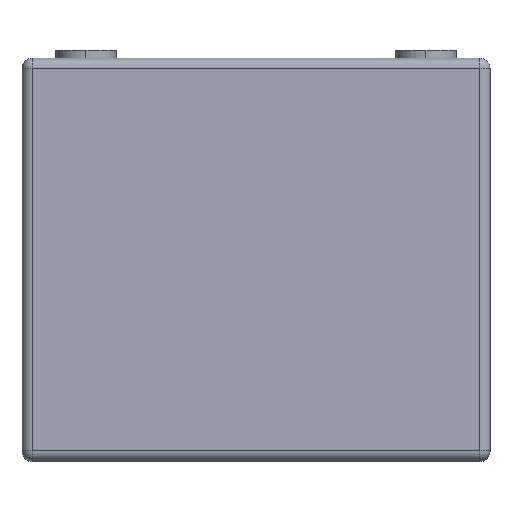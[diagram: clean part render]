
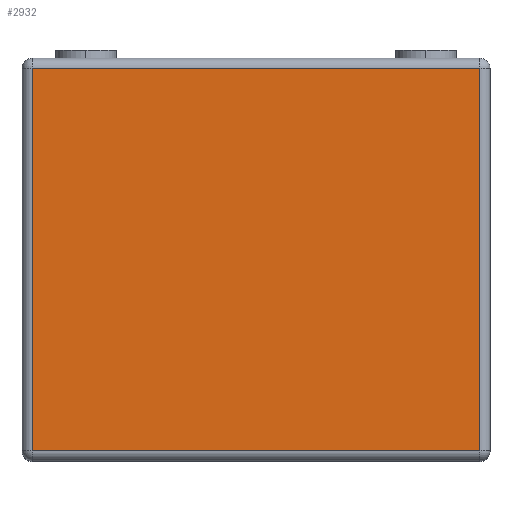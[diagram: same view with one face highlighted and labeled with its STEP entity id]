
A CAD part, top view. The second image highlights one B-rep face of the part: STEP entity #2932.
In plain terms, the highlighted planar face has unit normal (0, 0, 1).
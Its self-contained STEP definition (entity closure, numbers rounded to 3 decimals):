
#56 = ORIENTED_EDGE ( 'NONE', *, *, #3338, .T. ) ;
#920 = VERTEX_POINT ( 'NONE', #7456 ) ;
#1445 = AXIS2_PLACEMENT_3D ( 'NONE', #13610, #15870, #18238 ) ;
#1943 = FACE_OUTER_BOUND ( 'NONE', #13196, .T. ) ;
#2932 = ADVANCED_FACE ( 'NONE', ( #1943 ), #20302, .F. ) ;
#3076 = ORIENTED_EDGE ( 'NONE', *, *, #19279, .T. ) ;
#3338 = EDGE_CURVE ( 'NONE', #21074, #19674, #16161, .T. ) ;
#4682 = CARTESIAN_POINT ( 'NONE',  ( -55.31, 2.54, 39.75 ) ) ;
#4953 = CARTESIAN_POINT ( 'NONE',  ( -55.31, 99.63, 39.75 ) ) ;
#5239 = DIRECTION ( 'NONE',  ( 0., -1., 0. ) ) ;
#5740 = CARTESIAN_POINT ( 'NONE',  ( 55.31, 2.54, 39.75 ) ) ;
#7456 = CARTESIAN_POINT ( 'NONE',  ( -55.31, 97.09, 39.75 ) ) ;
#8838 = EDGE_CURVE ( 'NONE', #24692, #920, #13563, .T. ) ;
#9098 = VECTOR ( 'NONE', #5239, 1000. ) ;
#9773 = DIRECTION ( 'NONE',  ( 0., 1., 0. ) ) ;
#11012 = ORIENTED_EDGE ( 'NONE', *, *, #8838, .T. ) ;
#11349 = ORIENTED_EDGE ( 'NONE', *, *, #12010, .T. ) ;
#11708 = VECTOR ( 'NONE', #9773, 1000. ) ;
#12010 = EDGE_CURVE ( 'NONE', #19674, #24692, #23814, .T. ) ;
#13196 = EDGE_LOOP ( 'NONE', ( #11349, #11012, #3076, #56 ) ) ;
#13563 = LINE ( 'NONE', #24938, #15359 ) ;
#13610 = CARTESIAN_POINT ( 'NONE',  ( -57.85, 99.63, 39.75 ) ) ;
#14654 = CARTESIAN_POINT ( 'NONE',  ( 55.31, 99.63, 39.75 ) ) ;
#15359 = VECTOR ( 'NONE', #22141, 1000. ) ;
#15870 = DIRECTION ( 'NONE',  ( 0., 0., -1. ) ) ;
#16040 = LINE ( 'NONE', #4953, #9098 ) ;
#16161 = LINE ( 'NONE', #16580, #20848 ) ;
#16580 = CARTESIAN_POINT ( 'NONE',  ( 57.85, 2.54, 39.75 ) ) ;
#18238 = DIRECTION ( 'NONE',  ( -1., 0., 0. ) ) ;
#19279 = EDGE_CURVE ( 'NONE', #920, #21074, #16040, .T. ) ;
#19674 = VERTEX_POINT ( 'NONE', #5740 ) ;
#20302 = PLANE ( 'NONE',  #1445 ) ;
#20381 = CARTESIAN_POINT ( 'NONE',  ( 55.31, 97.09, 39.75 ) ) ;
#20848 = VECTOR ( 'NONE', #27528, 1000. ) ;
#21074 = VERTEX_POINT ( 'NONE', #4682 ) ;
#22141 = DIRECTION ( 'NONE',  ( -1., 0., 0. ) ) ;
#23814 = LINE ( 'NONE', #14654, #11708 ) ;
#24692 = VERTEX_POINT ( 'NONE', #20381 ) ;
#24938 = CARTESIAN_POINT ( 'NONE',  ( -57.85, 97.09, 39.75 ) ) ;
#27528 = DIRECTION ( 'NONE',  ( 1., 0., 0. ) ) ;
